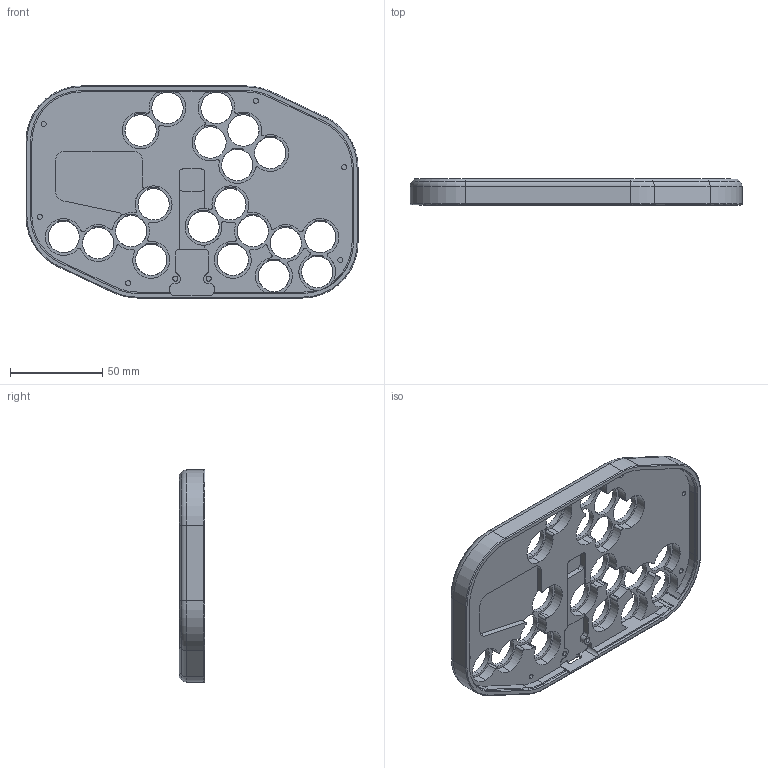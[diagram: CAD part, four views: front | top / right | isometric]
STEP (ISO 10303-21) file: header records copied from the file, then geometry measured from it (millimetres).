
FILE_DESCRIPTION (( 'STEP AP214' ), '1' );
FILE_NAME ('Tadpole_Case_FDM.STEP', '2023-10-02T02:01:43', ( '' ), ( '' ), 'SwSTEP 2.0', 'SolidWorks 2023', '' );
FILE_SCHEMA (( 'AUTOMOTIVE_DESIGN' ));
Length unit declared in the file: millimetre
Products named in the file (1): Tadpole_Case_FDM
Bounding box: 180 x 14 x 115 mm (x, y, z)
Volume: 109557.3 mm3; surface area: 47037.5 mm2
Topology: 1 solids, 1 shells, 382 faces, 1081 edges, 708 vertices
Faces by surface type: cylinder 253, plane 111, torus 12, cone 6
Entity records: 12748 total; most frequent: DIRECTION 2427, CARTESIAN_POINT 2172, ORIENTED_EDGE 2162, EDGE_CURVE 1081, AXIS2_PLACEMENT_3D 963, VERTEX_POINT 708, CIRCLE 580, LINE 501
